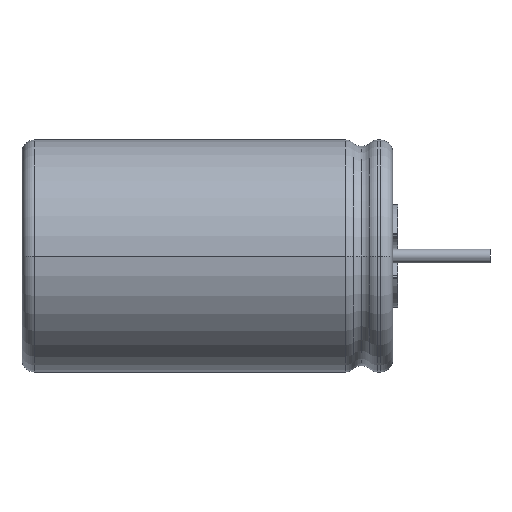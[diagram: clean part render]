
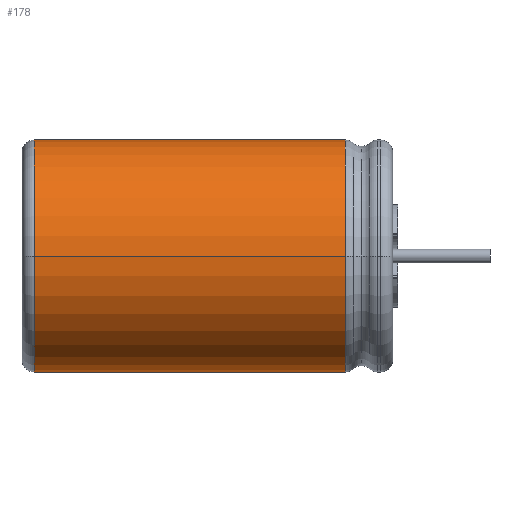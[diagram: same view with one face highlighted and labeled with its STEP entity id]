
A CAD part, left-side view. The second image highlights one B-rep face of the part: STEP entity #178.
In plain terms, the highlighted cylindrical face has radius 5.025 mm (diameter 10.051 mm), a partial arc.
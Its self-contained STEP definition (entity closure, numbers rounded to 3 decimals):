
#104 = EDGE_LOOP ( 'NONE', ( #105, #109, #111, #112 ) ) ;
#105 = ORIENTED_EDGE ( 'NONE', *, *, #106, .T. ) ;
#106 = EDGE_CURVE ( 'NONE', #107, #108, #1067, .T. ) ;
#107 = VERTEX_POINT ( 'NONE', #1062 ) ;
#108 = VERTEX_POINT ( 'NONE', #1061 ) ;
#109 = ORIENTED_EDGE ( 'NONE', *, *, #110, .F. ) ;
#110 = EDGE_CURVE ( 'NONE', #172, #108, #1060, .T. ) ;
#111 = ORIENTED_EDGE ( 'NONE', *, *, #170, .F. ) ;
#112 = ORIENTED_EDGE ( 'NONE', *, *, #113, .F. ) ;
#113 = EDGE_CURVE ( 'NONE', #107, #171, #1056, .T. ) ;
#170 = EDGE_CURVE ( 'NONE', #171, #172, #1460, .T. ) ;
#171 = VERTEX_POINT ( 'NONE', #1451 ) ;
#172 = VERTEX_POINT ( 'NONE', #1450 ) ;
#178 = ADVANCED_FACE ( 'NONE', ( #1438 ), #1681, .T. ) ;
#1052 = DIRECTION ( 'NONE',  ( 0., -1., 0. ) ) ;
#1053 = VECTOR ( 'NONE', #1052, 1000. ) ;
#1054 = CARTESIAN_POINT ( 'NONE',  ( 0., 12.922, 5.025 ) ) ;
#1056 = LINE ( 'NONE', #1054, #1053 ) ;
#1057 = DIRECTION ( 'NONE',  ( 0., 1., 0. ) ) ;
#1058 = VECTOR ( 'NONE', #1057, 1000. ) ;
#1059 = CARTESIAN_POINT ( 'NONE',  ( 0., 12.922, -5.025 ) ) ;
#1060 = LINE ( 'NONE', #1059, #1058 ) ;
#1061 = CARTESIAN_POINT ( 'NONE',  ( 0., 16., -5.025 ) ) ;
#1062 = CARTESIAN_POINT ( 'NONE',  ( 0., 16., 5.025 ) ) ;
#1063 = DIRECTION ( 'NONE',  ( 1., 0., 0. ) ) ;
#1064 = DIRECTION ( 'NONE',  ( 0., -1., 0. ) ) ;
#1065 = CARTESIAN_POINT ( 'NONE',  ( 0., 16., 0. ) ) ;
#1066 = AXIS2_PLACEMENT_3D ( 'NONE', #1065, #1064, #1063 ) ;
#1067 = CIRCLE ( 'NONE', #1066, 5.025 ) ;
#1438 = FACE_OUTER_BOUND ( 'NONE', #104, .T. ) ;
#1450 = CARTESIAN_POINT ( 'NONE',  ( 0., 2.52, -5.025 ) ) ;
#1451 = CARTESIAN_POINT ( 'NONE',  ( 0., 2.52, 5.025 ) ) ;
#1452 = DIRECTION ( 'NONE',  ( 1., 0., 0. ) ) ;
#1453 = DIRECTION ( 'NONE',  ( 0., -1., 0. ) ) ;
#1454 = CARTESIAN_POINT ( 'NONE',  ( 0., 2.52, 0. ) ) ;
#1455 = AXIS2_PLACEMENT_3D ( 'NONE', #1454, #1453, #1452 ) ;
#1460 = CIRCLE ( 'NONE', #1455, 5.025 ) ;
#1525 = DIRECTION ( 'NONE',  ( 1., 0., 0. ) ) ;
#1538 = DIRECTION ( 'NONE',  ( 0., 1., 0. ) ) ;
#1681 = CYLINDRICAL_SURFACE ( 'NONE', #1683, 5.025 ) ;
#1682 = CARTESIAN_POINT ( 'NONE',  ( 0., 12.922, 0. ) ) ;
#1683 = AXIS2_PLACEMENT_3D ( 'NONE', #1682, #1538, #1525 ) ;
